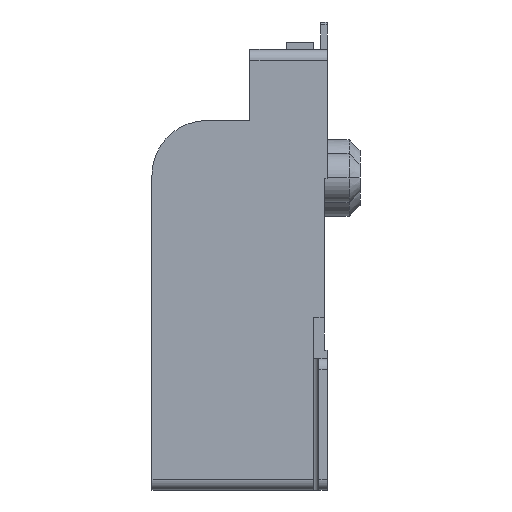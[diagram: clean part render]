
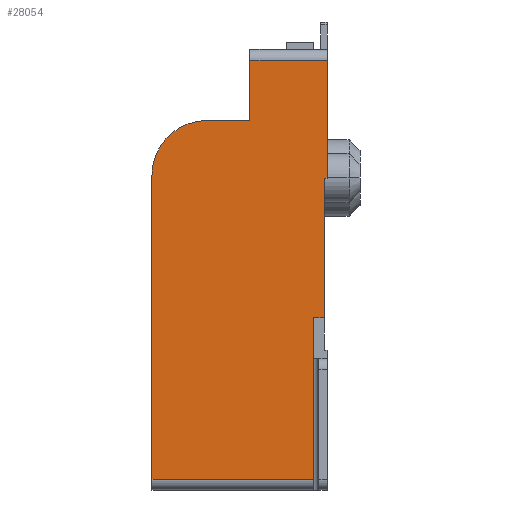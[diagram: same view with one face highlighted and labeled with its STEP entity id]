
A CAD part, left-side view. The second image highlights one B-rep face of the part: STEP entity #28054.
In plain terms, the highlighted planar face has unit normal (-1, 0, 0).
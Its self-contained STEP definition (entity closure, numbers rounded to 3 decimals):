
#1=CARTESIAN_POINT('',(-11.,2.2,1.8));
#2=DIRECTION('',(1.,0.,0.));
#3=DIRECTION('',(0.,1.,0.));
#4=AXIS2_PLACEMENT_3D('',#1,#2,#3);
#6=DIRECTION('',(0.,1.,0.));
#7=VECTOR('',#6,0.05);
#8=CARTESIAN_POINT('',(-11.,0.,1.75));
#9=LINE('',#8,#7);
#10=DIRECTION('',(0.,1.,0.));
#11=VECTOR('',#10,0.2);
#12=CARTESIAN_POINT('',(-11.,0.05,-0.8));
#13=LINE('',#12,#11);
#27=DIRECTION('',(0.,0.,1.));
#28=VECTOR('',#27,2.95);
#29=CARTESIAN_POINT('',(-11.,0.25,-3.75));
#30=LINE('',#29,#28);
#531=DIRECTION('',(0.,0.,1.));
#532=VECTOR('',#531,2.55);
#533=CARTESIAN_POINT('',(-11.,0.05,-0.8));
#534=LINE('',#533,#532);
#4961=DIRECTION('',(0.,0.,-1.));
#4962=VECTOR('',#4961,1.1);
#4963=CARTESIAN_POINT('',(-11.,1.41,3.9));
#4964=LINE('',#4963,#4962);
#5137=DIRECTION('',(0.,1.,0.));
#5138=VECTOR('',#5137,1.41);
#5139=CARTESIAN_POINT('',(-11.,0.,3.9));
#5140=LINE('',#5139,#5138);
#5145=DIRECTION('',(0.,0.,1.));
#5146=VECTOR('',#5145,2.15);
#5147=CARTESIAN_POINT('',(-11.,0.,1.75));
#5148=LINE('',#5147,#5146);
#5240=DIRECTION('',(0.,1.,0.));
#5241=VECTOR('',#5240,0.79);
#5242=CARTESIAN_POINT('',(-11.,1.41,2.8));
#5243=LINE('',#5242,#5241);
#5700=DIRECTION('',(0.,0.,-1.));
#5701=VECTOR('',#5700,5.55);
#5702=CARTESIAN_POINT('',(-11.,3.2,1.8));
#5703=LINE('',#5702,#5701);
#5774=DIRECTION('',(0.,-1.,0.));
#5775=VECTOR('',#5774,2.95);
#5776=CARTESIAN_POINT('',(-11.,3.2,-3.75));
#5777=LINE('',#5776,#5775);
#21448=CARTESIAN_POINT('',(-11.,0.25,-3.75));
#21449=CARTESIAN_POINT('',(-11.,0.25,-0.8));
#21450=VERTEX_POINT('',#21448);
#21451=VERTEX_POINT('',#21449);
#21452=CARTESIAN_POINT('',(-11.,3.2,-3.75));
#21453=VERTEX_POINT('',#21452);
#21454=CARTESIAN_POINT('',(-11.,3.2,1.8));
#21455=VERTEX_POINT('',#21454);
#21456=CARTESIAN_POINT('',(-11.,2.2,2.8));
#21457=VERTEX_POINT('',#21456);
#21458=CARTESIAN_POINT('',(-11.,1.41,2.8));
#21459=VERTEX_POINT('',#21458);
#21460=CARTESIAN_POINT('',(-11.,1.41,3.9));
#21461=VERTEX_POINT('',#21460);
#21462=CARTESIAN_POINT('',(-11.,0.,3.9));
#21463=VERTEX_POINT('',#21462);
#21464=CARTESIAN_POINT('',(-11.,0.,1.75));
#21465=VERTEX_POINT('',#21464);
#21466=CARTESIAN_POINT('',(-11.,0.05,1.75));
#21467=VERTEX_POINT('',#21466);
#21468=CARTESIAN_POINT('',(-11.,0.05,-0.8));
#21469=VERTEX_POINT('',#21468);
#28025=CARTESIAN_POINT('',(-11.,1.6,0.075));
#28026=DIRECTION('',(1.,0.,0.));
#28027=DIRECTION('',(0.,0.,-1.));
#28028=AXIS2_PLACEMENT_3D('',#28025,#28026,#28027);
#28029=PLANE('',#28028);
#28031=ORIENTED_EDGE('',*,*,#28030,.F.);
#28033=ORIENTED_EDGE('',*,*,#28032,.F.);
#28035=ORIENTED_EDGE('',*,*,#28034,.F.);
#28037=ORIENTED_EDGE('',*,*,#28036,.T.);
#28039=ORIENTED_EDGE('',*,*,#28038,.F.);
#28041=ORIENTED_EDGE('',*,*,#28040,.F.);
#28043=ORIENTED_EDGE('',*,*,#28042,.F.);
#28045=ORIENTED_EDGE('',*,*,#28044,.F.);
#28047=ORIENTED_EDGE('',*,*,#28046,.T.);
#28049=ORIENTED_EDGE('',*,*,#28048,.F.);
#28051=ORIENTED_EDGE('',*,*,#28050,.T.);
#28052=EDGE_LOOP('',(#28031,#28033,#28035,#28037,#28039,#28041,#28043,#28045,
#28047,#28049,#28051));
#28053=FACE_OUTER_BOUND('',#28052,.F.);
#28054=ADVANCED_FACE('',(#28053),#28029,.F.);
#5=CIRCLE('',#4,1.);
#28030=EDGE_CURVE('',#21450,#21451,#30,.T.);
#28032=EDGE_CURVE('',#21453,#21450,#5777,.T.);
#28034=EDGE_CURVE('',#21455,#21453,#5703,.T.);
#28036=EDGE_CURVE('',#21455,#21457,#5,.T.);
#28038=EDGE_CURVE('',#21459,#21457,#5243,.T.);
#28040=EDGE_CURVE('',#21461,#21459,#4964,.T.);
#28042=EDGE_CURVE('',#21463,#21461,#5140,.T.);
#28044=EDGE_CURVE('',#21465,#21463,#5148,.T.);
#28046=EDGE_CURVE('',#21465,#21467,#9,.T.);
#28048=EDGE_CURVE('',#21469,#21467,#534,.T.);
#28050=EDGE_CURVE('',#21469,#21451,#13,.T.);
